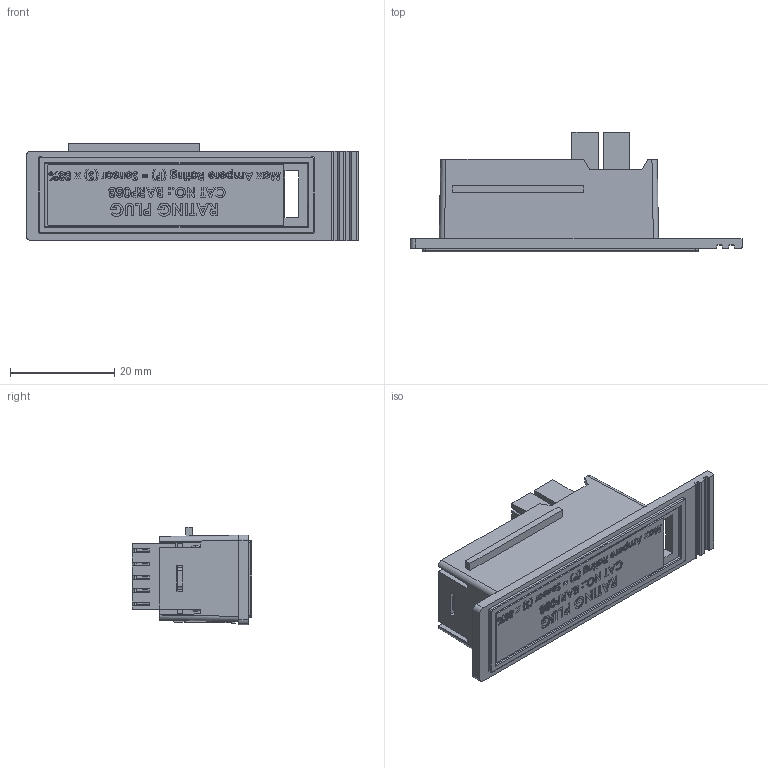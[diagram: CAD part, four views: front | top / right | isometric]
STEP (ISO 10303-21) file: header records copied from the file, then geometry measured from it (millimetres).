
FILE_DESCRIPTION (( 'STEP AP214' ), '1' );
FILE_NAME ('BARP056.STEP', '2021-03-02T07:05:20', ( '' ), ( '' ), 'SwSTEP 2.0', 'SolidWorks 2017', '' );
FILE_SCHEMA (( 'AUTOMOTIVE_DESIGN' ));
Length unit declared in the file: millimetre
Products named in the file (10): arp SIDE DECAL; 015445810; Resistor, Dale_9643_Large Leads; Circuit Board; BARP056; 015445110; ARP Decal; Resistor, Dale_9643_Short Leads; Housing
Assembly tree (10 placements, depth 3):
  BARP056
    Housing
    Circuit Board
      Circuit Board
      015445810
      Resistor, Dale_9643_Short Leads  x2
      Resistor, Dale_9643_Large Leads
    015445110
    ARP Decal
    arp SIDE DECAL
Bounding box: 63.58 x 22.94 x 18.65 mm (x, y, z)
Volume: 6667.1 mm3; surface area: 12579.7 mm2
Topology: 9 solids, 9 shells, 3775 faces, 10307 edges, 6806 vertices
Faces by surface type: plane 2578, bspline 940, cylinder 229, torus 16, sphere 12
Entity records: 188360 total; most frequent: CARTESIAN_POINT 74906, ORIENTED_EDGE 20324, DIRECTION 14372, EDGE_CURVE 10162, LINE 7780, VECTOR 7780, VERTEX_POINT 6716, EDGE_LOOP 4076
